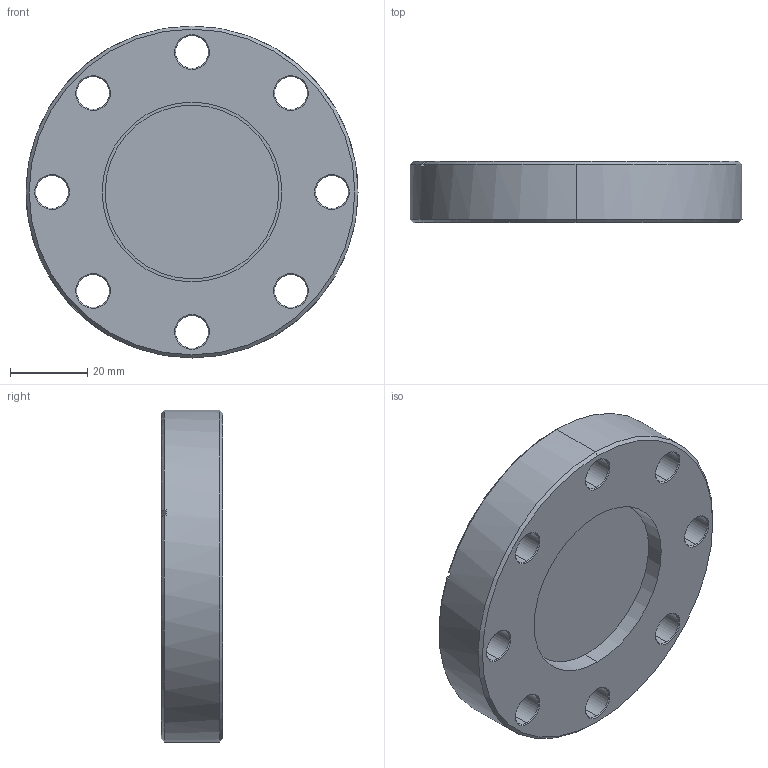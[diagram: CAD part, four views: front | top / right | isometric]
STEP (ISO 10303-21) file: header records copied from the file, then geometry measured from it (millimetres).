
FILE_DESCRIPTION (( 'STEP AP203' ), '1' );
FILE_NAME ('A0651-2-CF.STEP', '2017-10-18T13:36:29', ( '' ), ( '' ), 'SwSTEP 2.0', 'SolidWorks 2017', '' );
FILE_SCHEMA (( 'CONFIG_CONTROL_DESIGN' ));
Length unit declared in the file: inch
Products named in the file (1): A0651-2-CF
Bounding box: 85.85 x 15.88 x 85.85 mm (x, y, z)
Volume: 64479 mm3; surface area: 24738.6 mm2
Topology: 1 solids, 1 shells, 106 faces, 238 edges, 143 vertices
Faces by surface type: cone 43, cylinder 40, plane 19, torus 4
Entity records: 3078 total; most frequent: DIRECTION 585, CARTESIAN_POINT 500, ORIENTED_EDGE 476, AXIS2_PLACEMENT_3D 244, EDGE_CURVE 238, VERTEX_POINT 143, CIRCLE 137, EDGE_LOOP 131
